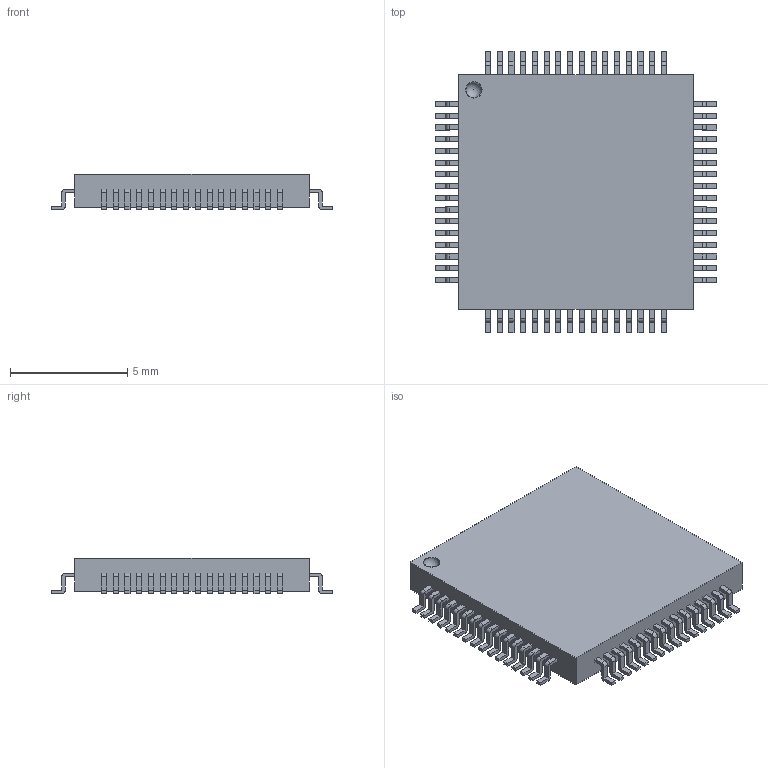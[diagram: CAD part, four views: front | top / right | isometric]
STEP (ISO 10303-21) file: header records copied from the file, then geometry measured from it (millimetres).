
FILE_DESCRIPTION(('Open CASCADE Model'),'2;1');
FILE_NAME('Open CASCADE Shape Model','2016-10-21T19:28:18',('Author'),( 'Open CASCADE'),'Open CASCADE STEP processor 6.7','Open CASCADE 6.7' ,'Unknown');
FILE_SCHEMA(('AUTOMOTIVE_DESIGN_CC2 { 1 2 10303 214 -1 1 5 4 }'));
Length unit declared in the file: millimetre
Products named in the file (66): Open CASCADE STEP translator 6.7 1; Open CASCADE STEP translator 6.7 2; Open CASCADE STEP translator 6.7 3; Open CASCADE STEP translator 6.7 4; Open CASCADE STEP translator 6.7 5; Open CASCADE STEP translator 6.7 6; Open CASCADE STEP translator 6.7 7; Open CASCADE STEP translator 6.7 8; Open CASCADE STEP translator 6.7 9; Open CASCADE STEP translator 6.7 10; Open CASCADE STEP translator 6.7 11; Open CASCADE STEP translator 6.7 12; Open CASCADE STEP translator 6.7 13; Open CASCADE STEP translator 6.7 14; Open CASCADE STEP translator 6.7 15; Open CASCADE STEP translator 6.7 16; Open CASCADE STEP translator 6.7 17; Open CASCADE STEP translator 6.7 18; Open CASCADE STEP translator 6.7 19; Open CASCADE STEP translator 6.7 20; Open CASCADE STEP translator 6.7 21; Open CASCADE STEP translator 6.7 22; Open CASCADE STEP translator 6.7 23; Open CASCADE STEP translator 6.7 24; Open CASCADE STEP translator 6.7 25; Open CASCADE STEP translator 6.7 26; Open CASCADE STEP translator 6.7 27; Open CASCADE STEP translator 6.7 28; Open CASCADE STEP translator 6.7 29; Open CASCADE STEP translator 6.7 30; Open CASCADE STEP translator 6.7 31; Open CASCADE STEP translator 6.7 32; Open CASCADE STEP translator 6.7 33; Open CASCADE STEP translator 6.7 34; Open CASCADE STEP translator 6.7 35; Open CASCADE STEP translator 6.7 36; Open CASCADE STEP translator 6.7 37; Open CASCADE STEP translator 6.7 38; Open CASCADE STEP translator 6.7 39; Open CASCADE STEP translator 6.7 40 ...
Bounding box: 12 x 12 x 1.5 mm (x, y, z)
Volume: 143.3 mm3; surface area: 339.8 mm2
Topology: 66 solids, 66 shells, 778 faces, 1941 edges, 1294 vertices
Faces by surface type: plane 647, cylinder 128, sphere 3
Entity records: 50130 total; most frequent: CARTESIAN_POINT 9423, DIRECTION 7378, LINE 5293, VECTOR 5293, ORIENTED_EDGE 3876, PCURVE 3876, DEFINITIONAL_REPRESENTATION 3876, EDGE_CURVE 1938
